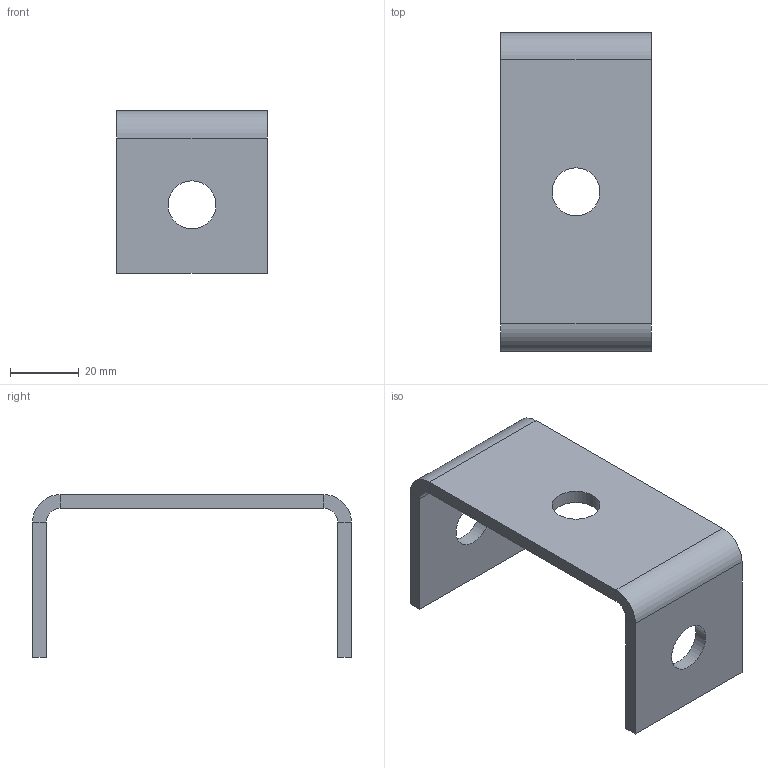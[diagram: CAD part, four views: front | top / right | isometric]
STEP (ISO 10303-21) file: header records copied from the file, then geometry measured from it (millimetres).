
FILE_DESCRIPTION(/* description */ (''),/* implementation_level */ '2;1');
FILE_NAME(/* name */ 'OSN41-82.ipt.stp',/* time_stamp */ '2023-05-16T17:46:52+03:00',/* author */ ('Man88'),/* organization */ (''),/* preprocessor_version */ 'ST-DEVELOPER v19.2',/* originating_system */ 'Autodesk Inventor 2023',/* authorisation */ '');
FILE_SCHEMA (('AUTOMOTIVE_DESIGN { 1 0 10303 214 3 1 1 }'));
Length unit declared in the file: millimetre
Products named in the file (1): Деталь2-03
Bounding box: 44 x 93 x 47.5 mm (x, y, z)
Volume: 28926.3 mm3; surface area: 16741.7 mm2
Topology: 1 solids, 1 shells, 25 faces, 53 edges, 30 vertices
Faces by surface type: plane 18, cylinder 7
Full cylindrical faces by diameter (mm): 14 x3
Entity records: 708 total; most frequent: DIRECTION 119, CARTESIAN_POINT 109, ORIENTED_EDGE 106, EDGE_CURVE 53, AXIS2_PLACEMENT_3D 40, LINE 39, VECTOR 39, EDGE_LOOP 31
